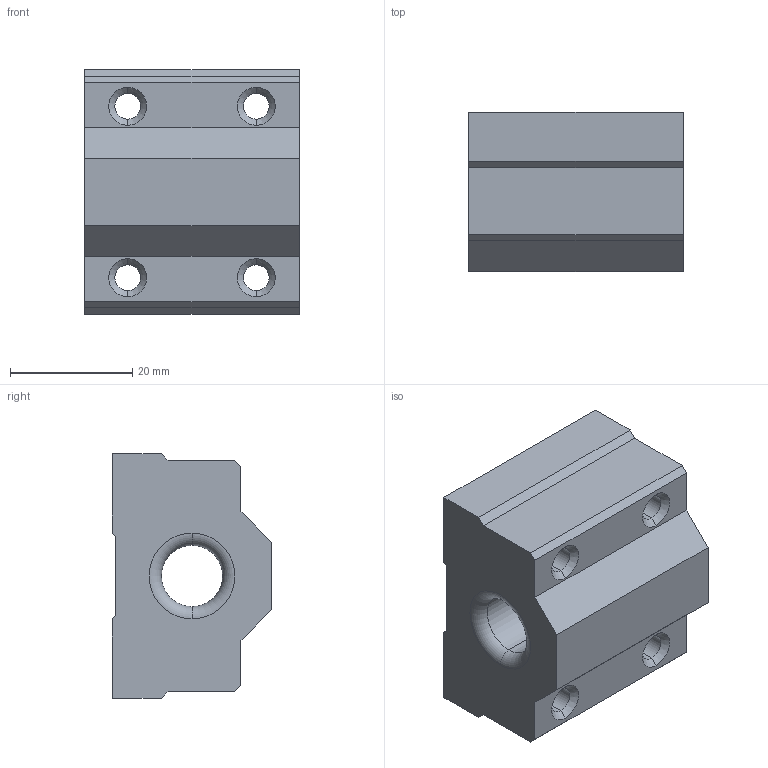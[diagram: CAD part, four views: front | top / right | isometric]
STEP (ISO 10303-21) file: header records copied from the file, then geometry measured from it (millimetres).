
FILE_DESCRIPTION (( 'STEP AP214' ), '1' );
FILE_NAME ('SCS10UU.STEP', '2016-05-27T20:39:01', ( 'Elfek' ), ( '' ), 'SwSTEP 2.0', 'SolidWorks 2016', '' );
FILE_SCHEMA (( 'AUTOMOTIVE_DESIGN' ));
Length unit declared in the file: millimetre
Products named in the file (1): SCS10UU
Bounding box: 35 x 26 x 40 mm (x, y, z)
Volume: 26968.1 mm3; surface area: 7977 mm2
Topology: 1 solids, 1 shells, 42 faces, 108 edges, 68 vertices
Faces by surface type: plane 20, cylinder 10, cone 8, torus 4
Entity records: 1458 total; most frequent: DIRECTION 230, CARTESIAN_POINT 219, ORIENTED_EDGE 216, EDGE_CURVE 108, AXIS2_PLACEMENT_3D 79, LINE 72, VECTOR 72, VERTEX_POINT 68
